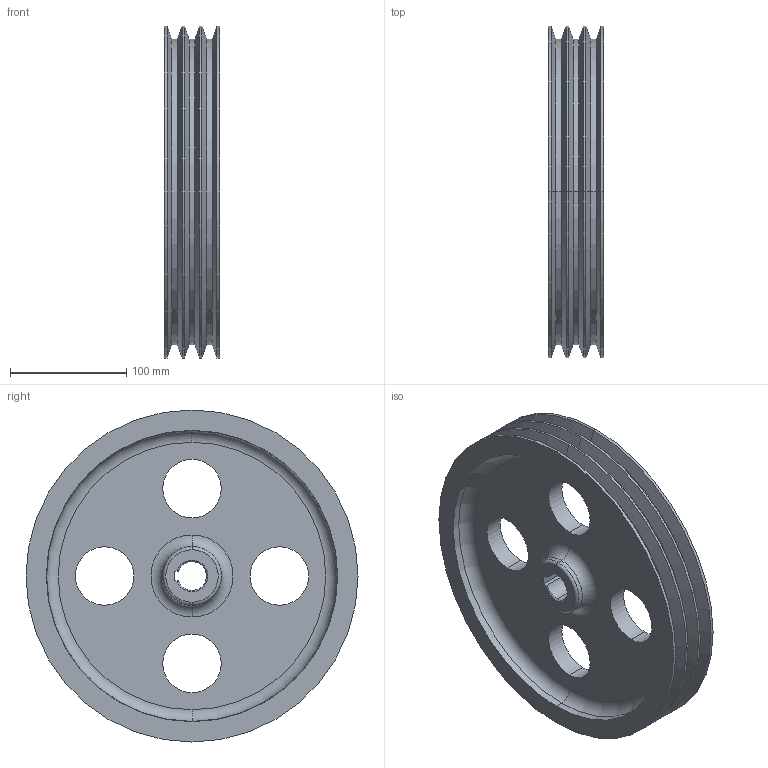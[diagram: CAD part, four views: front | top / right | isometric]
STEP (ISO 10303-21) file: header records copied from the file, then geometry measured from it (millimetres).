
FILE_DESCRIPTION (( 'STEP AP203' ), '1' );
FILE_NAME ('BWheel.STEP', '2022-11-20T12:59:41', ( '' ), ( '' ), 'SwSTEP 2.0', 'SolidWorks 2020', '' );
FILE_SCHEMA (( 'CONFIG_CONTROL_DESIGN' ));
Length unit declared in the file: millimetre
Products named in the file (1): BWheel
Bounding box: 48 x 285.5 x 285.5 mm (x, y, z)
Volume: 1185292.9 mm3; surface area: 229874.8 mm2
Topology: 1 solids, 1 shells, 72 faces, 158 edges, 92 vertices
Faces by surface type: cone 26, cylinder 25, torus 12, plane 9
Entity records: 2079 total; most frequent: DIRECTION 396, CARTESIAN_POINT 335, ORIENTED_EDGE 316, AXIS2_PLACEMENT_3D 169, EDGE_CURVE 158, CIRCLE 96, VERTEX_POINT 92, EDGE_LOOP 86
